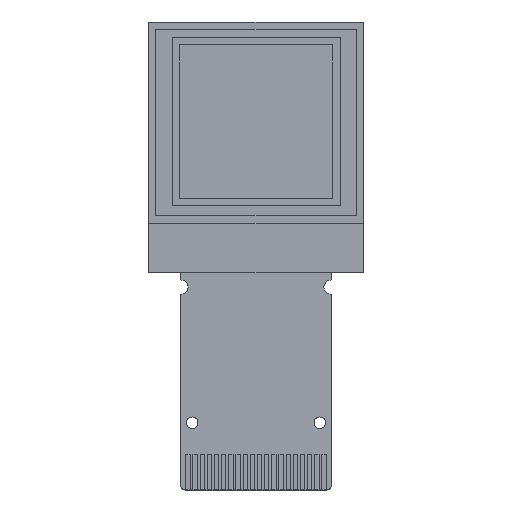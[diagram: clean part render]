
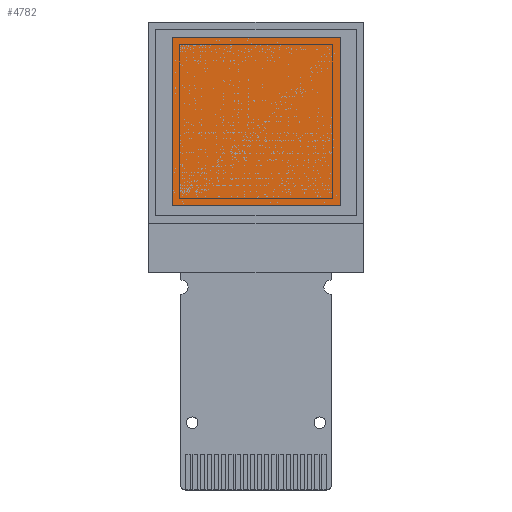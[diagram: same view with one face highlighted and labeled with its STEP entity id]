
A CAD part, top view. The second image highlights one B-rep face of the part: STEP entity #4782.
In plain terms, the highlighted planar face has unit normal (0, 0, 1).
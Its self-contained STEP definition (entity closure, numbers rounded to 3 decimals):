
#18 = LINE ( 'NONE', #1998, #1204 ) ;
#839 = VERTEX_POINT ( 'NONE', #1618 ) ;
#1160 = CARTESIAN_POINT ( 'NONE',  ( -5.86, 7.65, 0.7 ) ) ;
#1204 = VECTOR ( 'NONE', #2463, 1000. ) ;
#1255 = ORIENTED_EDGE ( 'NONE', *, *, #3449, .T. ) ;
#1453 = DIRECTION ( 'NONE',  ( -1., 0., 0. ) ) ;
#1508 = ORIENTED_EDGE ( 'NONE', *, *, #3635, .T. ) ;
#1618 = CARTESIAN_POINT ( 'NONE',  ( -5.86, -4.08, 0.7 ) ) ;
#1686 = VECTOR ( 'NONE', #3835, 1000. ) ;
#1829 = LINE ( 'NONE', #1160, #1686 ) ;
#1863 = CARTESIAN_POINT ( 'NONE',  ( 5.87, 7.65, 0.7 ) ) ;
#1998 = CARTESIAN_POINT ( 'NONE',  ( -5.86, -4.08, 0.7 ) ) ;
#2027 = CARTESIAN_POINT ( 'NONE',  ( 5.87, 7.65, 0.7 ) ) ;
#2136 = VERTEX_POINT ( 'NONE', #4204 ) ;
#2305 = ORIENTED_EDGE ( 'NONE', *, *, #3665, .T. ) ;
#2317 = DIRECTION ( 'NONE',  ( 1., 0., 0. ) ) ;
#2463 = DIRECTION ( 'NONE',  ( 1., 0., 0. ) ) ;
#2521 = LINE ( 'NONE', #4147, #2656 ) ;
#2656 = VECTOR ( 'NONE', #1453, 1000. ) ;
#3155 = EDGE_LOOP ( 'NONE', ( #2305, #1508, #3560, #1255 ) ) ;
#3449 = EDGE_CURVE ( 'NONE', #5405, #5620, #2521, .T. ) ;
#3494 = VECTOR ( 'NONE', #4730, 1000. ) ;
#3560 = ORIENTED_EDGE ( 'NONE', *, *, #4239, .T. ) ;
#3624 = LINE ( 'NONE', #2027, #3494 ) ;
#3635 = EDGE_CURVE ( 'NONE', #839, #2136, #18, .T. ) ;
#3665 = EDGE_CURVE ( 'NONE', #5620, #839, #1829, .T. ) ;
#3835 = DIRECTION ( 'NONE',  ( 0., -1., 0. ) ) ;
#4103 = CARTESIAN_POINT ( 'NONE',  ( 0., 0., 0.7 ) ) ;
#4146 = AXIS2_PLACEMENT_3D ( 'NONE', #4103, #5009, #2317 ) ;
#4147 = CARTESIAN_POINT ( 'NONE',  ( -5.86, 7.65, 0.7 ) ) ;
#4204 = CARTESIAN_POINT ( 'NONE',  ( 5.87, -4.08, 0.7 ) ) ;
#4239 = EDGE_CURVE ( 'NONE', #2136, #5405, #3624, .T. ) ;
#4567 = PLANE ( 'NONE',  #4146 ) ;
#4730 = DIRECTION ( 'NONE',  ( 0., 1., 0. ) ) ;
#4782 = ADVANCED_FACE ( 'NONE', ( #5160 ), #4567, .T. ) ;
#5009 = DIRECTION ( 'NONE',  ( 0., 0., 1. ) ) ;
#5160 = FACE_OUTER_BOUND ( 'NONE', #3155, .T. ) ;
#5196 = CARTESIAN_POINT ( 'NONE',  ( -5.86, 7.65, 0.7 ) ) ;
#5405 = VERTEX_POINT ( 'NONE', #1863 ) ;
#5620 = VERTEX_POINT ( 'NONE', #5196 ) ;
